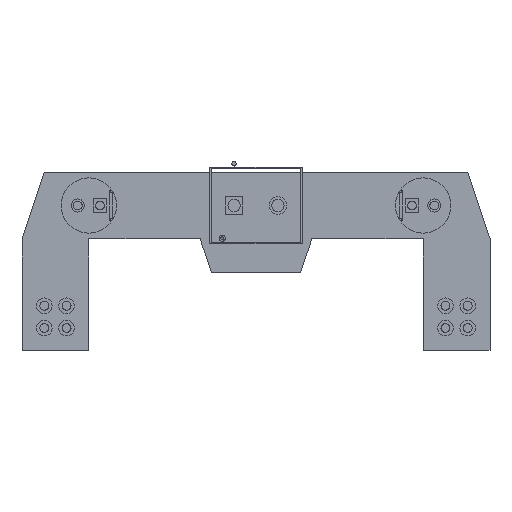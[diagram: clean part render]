
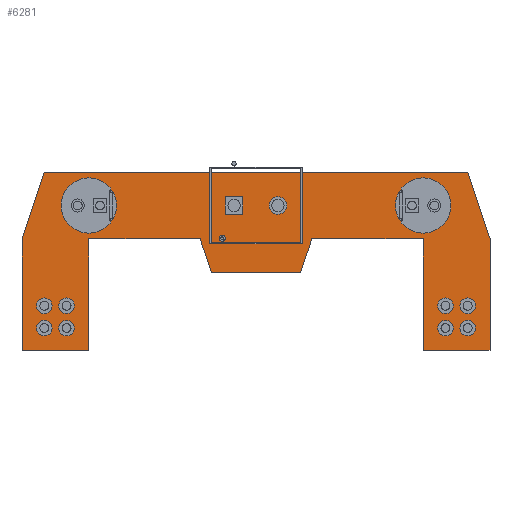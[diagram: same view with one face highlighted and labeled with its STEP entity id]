
A CAD part, top view. The second image highlights one B-rep face of the part: STEP entity #6281.
In plain terms, the highlighted planar face has unit normal (0, 0, 1).
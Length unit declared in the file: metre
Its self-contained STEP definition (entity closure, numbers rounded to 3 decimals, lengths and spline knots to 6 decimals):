
#4189 = EDGE_CURVE( '', #7755, #7756, #7757, .T. );
#4449 = EDGE_CURVE( '', #8198, #8199, #8200, .T. );
#5205 = EDGE_CURVE( '', #9373, #7565, #9374, .T. );
#5277 = EDGE_CURVE( '', #8199, #9486, #9487, .T. );
#5279 = EDGE_CURVE( '', #8347, #9489, #9490, .T. );
#5339 = EDGE_CURVE( '', #7789, #9578, #9579, .T. );
#5469 = EDGE_CURVE( '', #9486, #9769, #9770, .T. );
#5735 = EDGE_CURVE( '', #9489, #8198, #10127, .T. );
#5749 = EDGE_CURVE( '', #9578, #8415, #10144, .T. );
#5793 = EDGE_CURVE( '', #10204, #8347, #10205, .T. );
#6079 = EDGE_CURVE( '', #7756, #10204, #10600, .T. );
#6117 = EDGE_CURVE( '', #8415, #9373, #10648, .T. );
#6143 = EDGE_CURVE( '', #7565, #7755, #10680, .T. );
#6281 = ADVANCED_FACE( '', ( #10858 ), #10859, .T. );
#6355 = EDGE_CURVE( '', #9769, #7789, #10956, .T. );
#7565 = VERTEX_POINT( '', #11616 );
#7755 = VERTEX_POINT( '', #11858 );
#7756 = VERTEX_POINT( '', #11859 );
#7757 = LINE( '', #11860, #11861 );
#7789 = VERTEX_POINT( '', #11902 );
#8198 = VERTEX_POINT( '', #12439 );
#8199 = VERTEX_POINT( '', #12440 );
#8200 = LINE( '', #12441, #12442 );
#8347 = VERTEX_POINT( '', #12632 );
#8415 = VERTEX_POINT( '', #12722 );
#9373 = VERTEX_POINT( '', #13962 );
#9374 = LINE( '', #13963, #13964 );
#9486 = VERTEX_POINT( '', #14106 );
#9487 = LINE( '', #14107, #14108 );
#9489 = VERTEX_POINT( '', #14111 );
#9490 = LINE( '', #14112, #14113 );
#9578 = VERTEX_POINT( '', #14226 );
#9579 = LINE( '', #14227, #14228 );
#9769 = VERTEX_POINT( '', #14479 );
#9770 = LINE( '', #14480, #14481 );
#10127 = LINE( '', #14981, #14982 );
#10144 = LINE( '', #15007, #15008 );
#10204 = VERTEX_POINT( '', #15092 );
#10205 = LINE( '', #15093, #15094 );
#10600 = LINE( '', #15619, #15620 );
#10648 = LINE( '', #15691, #15692 );
#10680 = LINE( '', #15739, #15740 );
#10858 = FACE_OUTER_BOUND( '', #15988, .T. );
#10859 = PLANE( '', #15989 );
#10956 = LINE( '', #16123, #16124 );
#11616 = CARTESIAN_POINT( '', ( 0.02159, 0.00889, -0.000035 ) );
#11858 = CARTESIAN_POINT( '', ( 0.02032, 0.0127, -0.000035 ) );
#11859 = CARTESIAN_POINT( '', ( 0.00762, 0.0127, -0.000035 ) );
#11860 = CARTESIAN_POINT( '', ( 0.02032, 0.0127, -0.000035 ) );
#11861 = VECTOR( '', #17216, 1. );
#11902 = CARTESIAN_POINT( '', ( 0.04572, 0., -0.000035 ) );
#12439 = CARTESIAN_POINT( '', ( 0.00254, 0.02032, -0.000035 ) );
#12440 = CARTESIAN_POINT( '', ( 0.0508, 0.02032, -0.000035 ) );
#12441 = CARTESIAN_POINT( '', ( 0.00254, 0.02032, -0.000035 ) );
#12442 = VECTOR( '', #17665, 1. );
#12632 = CARTESIAN_POINT( '', ( 0., 0., -0.000035 ) );
#12722 = CARTESIAN_POINT( '', ( 0.03302, 0.0127, -0.000035 ) );
#13962 = CARTESIAN_POINT( '', ( 0.03175, 0.00889, -0.000035 ) );
#13963 = CARTESIAN_POINT( '', ( 0.03175, 0.00889, -0.000035 ) );
#13964 = VECTOR( '', #19168, 1. );
#14106 = CARTESIAN_POINT( '', ( 0.05334, 0.0127, -0.000035 ) );
#14107 = CARTESIAN_POINT( '', ( 0.0508, 0.02032, -0.000035 ) );
#14108 = VECTOR( '', #19318, 1. );
#14111 = CARTESIAN_POINT( '', ( 0., 0.0127, -0.000035 ) );
#14112 = CARTESIAN_POINT( '', ( 0., 0., -0.000035 ) );
#14113 = VECTOR( '', #19319, 1. );
#14226 = CARTESIAN_POINT( '', ( 0.04572, 0.0127, -0.000035 ) );
#14227 = CARTESIAN_POINT( '', ( 0.04572, 0., -0.000035 ) );
#14228 = VECTOR( '', #19440, 1. );
#14479 = CARTESIAN_POINT( '', ( 0.05334, 0., -0.000035 ) );
#14480 = CARTESIAN_POINT( '', ( 0.05334, 0.0127, -0.000035 ) );
#14481 = VECTOR( '', #19694, 1. );
#14981 = CARTESIAN_POINT( '', ( 0., 0.0127, -0.000035 ) );
#14982 = VECTOR( '', #20166, 1. );
#15007 = CARTESIAN_POINT( '', ( 0.04572, 0.0127, -0.000035 ) );
#15008 = VECTOR( '', #20186, 1. );
#15092 = CARTESIAN_POINT( '', ( 0.00762, 0., -0.000035 ) );
#15093 = CARTESIAN_POINT( '', ( 0.00762, 0., -0.000035 ) );
#15094 = VECTOR( '', #20259, 1. );
#15619 = CARTESIAN_POINT( '', ( 0.00762, 0.0127, -0.000035 ) );
#15620 = VECTOR( '', #20829, 1. );
#15691 = CARTESIAN_POINT( '', ( 0.03302, 0.0127, -0.000035 ) );
#15692 = VECTOR( '', #20885, 1. );
#15739 = CARTESIAN_POINT( '', ( 0.02159, 0.00889, -0.000035 ) );
#15740 = VECTOR( '', #20924, 1. );
#15988 = EDGE_LOOP( '', ( #21166, #21167, #21168, #21169, #21170, #21171, #21172, #21173, #21174, #21175, #21176, #21177, #21178, #21179 ) );
#15989 = AXIS2_PLACEMENT_3D( '', #21180, #21181, #21182 );
#16123 = CARTESIAN_POINT( '', ( 0.05334, 0., -0.000035 ) );
#16124 = VECTOR( '', #21310, 1. );
#17216 = DIRECTION( '', ( -1., 0., 0. ) );
#17665 = DIRECTION( '', ( 1., 0., 0. ) );
#19168 = DIRECTION( '', ( -1., 0., 0. ) );
#19318 = DIRECTION( '', ( 0.316, -0.949, 0. ) );
#19319 = DIRECTION( '', ( 0., 1., 0. ) );
#19440 = DIRECTION( '', ( 0., 1., 0. ) );
#19694 = DIRECTION( '', ( 0., -1., 0. ) );
#20166 = DIRECTION( '', ( 0.316, 0.949, 0. ) );
#20186 = DIRECTION( '', ( -1., 0., 0. ) );
#20259 = DIRECTION( '', ( -1., 0., 0. ) );
#20829 = DIRECTION( '', ( 0., -1., 0. ) );
#20885 = DIRECTION( '', ( -0.316, -0.949, 0. ) );
#20924 = DIRECTION( '', ( -0.316, 0.949, 0. ) );
#21166 = ORIENTED_EDGE( '', *, *, #5793, .F. );
#21167 = ORIENTED_EDGE( '', *, *, #6079, .F. );
#21168 = ORIENTED_EDGE( '', *, *, #4189, .F. );
#21169 = ORIENTED_EDGE( '', *, *, #6143, .F. );
#21170 = ORIENTED_EDGE( '', *, *, #5205, .F. );
#21171 = ORIENTED_EDGE( '', *, *, #6117, .F. );
#21172 = ORIENTED_EDGE( '', *, *, #5749, .F. );
#21173 = ORIENTED_EDGE( '', *, *, #5339, .F. );
#21174 = ORIENTED_EDGE( '', *, *, #6355, .F. );
#21175 = ORIENTED_EDGE( '', *, *, #5469, .F. );
#21176 = ORIENTED_EDGE( '', *, *, #5277, .F. );
#21177 = ORIENTED_EDGE( '', *, *, #4449, .F. );
#21178 = ORIENTED_EDGE( '', *, *, #5735, .F. );
#21179 = ORIENTED_EDGE( '', *, *, #5279, .F. );
#21180 = CARTESIAN_POINT( '', ( 0., 0., -0.000035 ) );
#21181 = DIRECTION( '', ( 0., 0., 1. ) );
#21182 = DIRECTION( '', ( 1., 0., 0. ) );
#21310 = DIRECTION( '', ( -1., 0., 0. ) );
